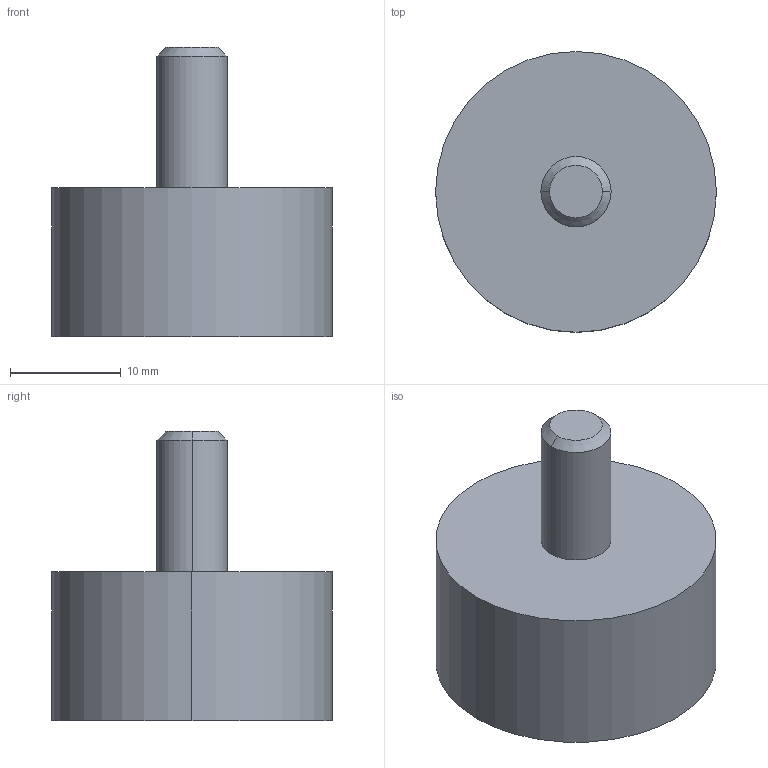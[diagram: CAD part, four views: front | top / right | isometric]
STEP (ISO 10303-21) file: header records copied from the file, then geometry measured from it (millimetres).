
FILE_DESCRIPTION((''),'2;1');
FILE_NAME('pm-1420-45ps.stp','2001-12-26T20:18:13',('Ed Sparks'),(''),'Autodesk Inventor (tm) 3.0','Autodesk Inventor (tm) 3.0','');
FILE_SCHEMA(('CONFIG_CONTROL_DESIGN'));
Length unit declared in the file: inch
Products named in the file (1): pm-1420-45ps
Bounding box: 25.4 x 25.4 x 26.16 mm (x, y, z)
Volume: 7022.6 mm3; surface area: 2483.1 mm2
Topology: 1 solids, 1 shells, 13 faces, 26 edges, 15 vertices
Faces by surface type: cylinder 4, bspline 4, plane 3, cone 2
Entity records: 477 total; most frequent: CARTESIAN_POINT 121, DIRECTION 58, ORIENTED_EDGE 48, AXIS2_PLACEMENT_3D 24, EDGE_CURVE 24, VERTEX_POINT 15, EDGE_LOOP 15, CIRCLE 14
